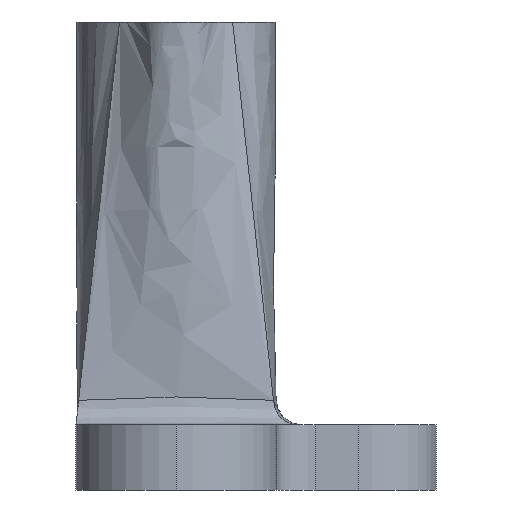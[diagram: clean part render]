
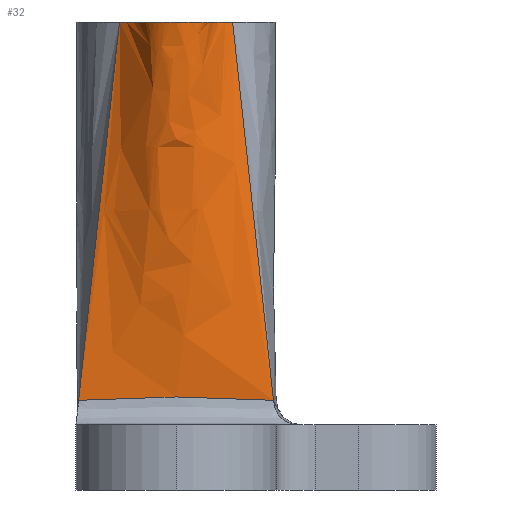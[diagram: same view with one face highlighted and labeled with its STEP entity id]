
A CAD part, left-side view. The second image highlights one B-rep face of the part: STEP entity #32.
In plain terms, the highlighted free-form (B-spline) face has degree [3, 1] with [17, 2] control points.
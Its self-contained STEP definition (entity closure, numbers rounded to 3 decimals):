
#32 = ADVANCED_FACE ( 'NONE', ( #1613 ), #1077, .T. ) ;
#42 = CARTESIAN_POINT ( 'NONE',  ( -8.212, 2.675, 36. ) ) ;
#95 = DIRECTION ( 'NONE',  ( -1., 0., 0. ) ) ;
#129 = CARTESIAN_POINT ( 'NONE',  ( -7.7, -6.68, 5. ) ) ;
#160 = CARTESIAN_POINT ( 'NONE',  ( -7.7, -1.802, 5. ) ) ;
#176 = CARTESIAN_POINT ( 'NONE',  ( -7.771, -2.903, 36. ) ) ;
#212 = VERTEX_POINT ( 'NONE', #346 ) ;
#221 = CARTESIAN_POINT ( 'NONE',  ( -6.39, 4.158, 36. ) ) ;
#230 = VERTEX_POINT ( 'NONE', #601 ) ;
#250 = CARTESIAN_POINT ( 'NONE',  ( -7.7, -7.364, 5. ) ) ;
#268 = CARTESIAN_POINT ( 'NONE',  ( -6.254, 4.354, 36. ) ) ;
#282 = EDGE_CURVE ( 'NONE', #775, #230, #393, .T. ) ;
#303 = EDGE_CURVE ( 'NONE', #230, #212, #493, .T. ) ;
#304 = CARTESIAN_POINT ( 'NONE',  ( -7.771, 2.903, 36. ) ) ;
#315 = DIRECTION ( 'NONE',  ( -1., 0., 0. ) ) ;
#346 = CARTESIAN_POINT ( 'NONE',  ( -6.254, -4.354, 36. ) ) ;
#387 = VERTEX_POINT ( 'NONE', #1076 ) ;
#393 = B_SPLINE_CURVE_WITH_KNOTS ( 'NONE', 3,
 ( #649, #501, #1159, #1540, #1415, #1561, #1304, #891, #581, #1002, #754, #1403, #1273, #1420, #1261, #1289, #1132, #1281 ),
 .UNSPECIFIED., .F., .F.,
 ( 4, 2, 2, 2, 2, 2, 2, 2, 4 ),
 ( 0., 0.002, 0.004, 0.006, 0.008, 0.009, 0.011, 0.013, 0.015 ),
 .UNSPECIFIED. ) ;
#394 = CIRCLE ( 'NONE', #1320, 2.794 ) ;
#398 = AXIS2_PLACEMENT_3D ( 'NONE', #1612, #958, #315 ) ;
#416 = CARTESIAN_POINT ( 'NONE',  ( -7.611, 7.495, 6.901 ) ) ;
#428 = CARTESIAN_POINT ( 'NONE',  ( -7.7, 0., 5. ) ) ;
#440 = CARTESIAN_POINT ( 'NONE',  ( -7.7, 6.68, 5. ) ) ;
#444 = CARTESIAN_POINT ( 'NONE',  ( -7.7, 7.364, 5. ) ) ;
#493 = LINE ( 'NONE', #1050, #1530 ) ;
#501 = CARTESIAN_POINT ( 'NONE',  ( -7.626, 6.87, 6.918 ) ) ;
#528 = AXIS2_PLACEMENT_3D ( 'NONE', #610, #982, #95 ) ;
#568 = CARTESIAN_POINT ( 'NONE',  ( -7.7, 3.983, 5. ) ) ;
#581 = CARTESIAN_POINT ( 'NONE',  ( -7.871, 0.626, 7.158 ) ) ;
#601 = CARTESIAN_POINT ( 'NONE',  ( -7.611, -7.495, 6.901 ) ) ;
#610 = CARTESIAN_POINT ( 'NONE',  ( -10.423, -7.256, 36. ) ) ;
#616 = ORIENTED_EDGE ( 'NONE', *, *, #955, .T. ) ;
#622 = DIRECTION ( 'NONE',  ( 0.046, 0.107, 0.993 ) ) ;
#640 = EDGE_CURVE ( 'NONE', #212, #1544, #1254, .T. ) ;
#645 = CARTESIAN_POINT ( 'NONE',  ( -6.685, -3.793, 36. ) ) ;
#649 = CARTESIAN_POINT ( 'NONE',  ( -7.611, 7.495, 6.901 ) ) ;
#665 = DIRECTION ( 'NONE',  ( 0.046, -0.107, 0.993 ) ) ;
#666 = CIRCLE ( 'NONE', #398, 5.08 ) ;
#679 = CARTESIAN_POINT ( 'NONE',  ( -7.7, -3.036, 5. ) ) ;
#738 = ORIENTED_EDGE ( 'NONE', *, *, #282, .T. ) ;
#754 = CARTESIAN_POINT ( 'NONE',  ( -7.857, -1.251, 7.146 ) ) ;
#762 = VERTEX_POINT ( 'NONE', #268 ) ;
#775 = VERTEX_POINT ( 'NONE', #416 ) ;
#793 = CARTESIAN_POINT ( 'NONE',  ( -7.7, 5.644, 5. ) ) ;
#800 = CARTESIAN_POINT ( 'NONE',  ( -8.451, -2.575, 36. ) ) ;
#829 = CARTESIAN_POINT ( 'NONE',  ( -8.212, -2.675, 36. ) ) ;
#835 = ORIENTED_EDGE ( 'NONE', *, *, #1362, .T. ) ;
#891 = CARTESIAN_POINT ( 'NONE',  ( -7.857, 1.251, 7.146 ) ) ;
#909 = ORIENTED_EDGE ( 'NONE', *, *, #303, .T. ) ;
#922 = CARTESIAN_POINT ( 'NONE',  ( -6.977, 6.027, 20.5 ) ) ;
#948 = CARTESIAN_POINT ( 'NONE',  ( -7.7, -3.983, 5. ) ) ;
#955 = EDGE_CURVE ( 'NONE', #1544, #387, #394, .T. ) ;
#956 = CARTESIAN_POINT ( 'NONE',  ( -8.935, -2.371, 36. ) ) ;
#958 = DIRECTION ( 'NONE',  ( 0., 0., 1. ) ) ;
#980 = DIRECTION ( 'NONE',  ( -1., 0., 0. ) ) ;
#982 = DIRECTION ( 'NONE',  ( 0., 0., 1. ) ) ;
#993 = EDGE_CURVE ( 'NONE', #775, #762, #1247, .T. ) ;
#1002 = CARTESIAN_POINT ( 'NONE',  ( -7.871, -0.626, 7.158 ) ) ;
#1021 = CARTESIAN_POINT ( 'NONE',  ( -6.39, -4.158, 36. ) ) ;
#1050 = CARTESIAN_POINT ( 'NONE',  ( -6.977, -6.027, 20.5 ) ) ;
#1069 = CARTESIAN_POINT ( 'NONE',  ( -7.193, 3.315, 36. ) ) ;
#1076 = CARTESIAN_POINT ( 'NONE',  ( -8.451, 2.575, 36. ) ) ;
#1077 = B_SPLINE_SURFACE_WITH_KNOTS ( 'NONE', 3, 1, ( 
 ( #1476, #1212 ),
 ( #444, #221 ),
 ( #440, #1621 ),
 ( #793, #1069 ),
 ( #1325, #304 ),
 ( #568, #42 ),
 ( #1209, #1604 ),
 ( #1596, #1189 ),
 ( #428, #1587 ),
 ( #160, #1466 ),
 ( #679, #956 ),
 ( #948, #829 ),
 ( #1473, #176 ),
 ( #1355, #1219 ),
 ( #129, #645 ),
 ( #250, #1021 ),
 ( #1567, #1279 ) ),
 .UNSPECIFIED., .F., .F., .F.,
 ( 4, 1, 1, 1, 2, 1, 1, 1, 2, 1, 1, 1, 4 ),
 ( 2, 2 ),
 ( 0., 0.062, 0.124, 0.186, 0.248, 0.374, 0.5, 0.626, 0.752, 0.814, 0.876, 0.938, 1. ),
 ( 0., 1. ),
 .UNSPECIFIED. ) ;
#1101 = ORIENTED_EDGE ( 'NONE', *, *, #640, .T. ) ;
#1132 = CARTESIAN_POINT ( 'NONE',  ( -7.626, -6.87, 6.918 ) ) ;
#1159 = CARTESIAN_POINT ( 'NONE',  ( -7.644, 6.245, 6.937 ) ) ;
#1174 = VECTOR ( 'NONE', #665, 1000. ) ;
#1189 = CARTESIAN_POINT ( 'NONE',  ( -9.814, 1.668, 36. ) ) ;
#1209 = CARTESIAN_POINT ( 'NONE',  ( -7.7, 3.036, 5. ) ) ;
#1212 = CARTESIAN_POINT ( 'NONE',  ( -6.254, 4.354, 36. ) ) ;
#1219 = CARTESIAN_POINT ( 'NONE',  ( -7.193, -3.315, 36. ) ) ;
#1247 = LINE ( 'NONE', #922, #1174 ) ;
#1254 = CIRCLE ( 'NONE', #528, 5.08 ) ;
#1261 = CARTESIAN_POINT ( 'NONE',  ( -7.685, -4.996, 6.98 ) ) ;
#1273 = CARTESIAN_POINT ( 'NONE',  ( -7.774, -3.124, 7.069 ) ) ;
#1279 = CARTESIAN_POINT ( 'NONE',  ( -6.254, -4.354, 36. ) ) ;
#1281 = CARTESIAN_POINT ( 'NONE',  ( -7.611, -7.495, 6.901 ) ) ;
#1289 = CARTESIAN_POINT ( 'NONE',  ( -7.644, -6.245, 6.937 ) ) ;
#1304 = CARTESIAN_POINT ( 'NONE',  ( -7.809, 2.5, 7.102 ) ) ;
#1320 = AXIS2_PLACEMENT_3D ( 'NONE', #1367, #1660, #980 ) ;
#1325 = CARTESIAN_POINT ( 'NONE',  ( -7.7, 4.629, 5. ) ) ;
#1355 = CARTESIAN_POINT ( 'NONE',  ( -7.7, -5.644, 5. ) ) ;
#1361 = ORIENTED_EDGE ( 'NONE', *, *, #993, .F. ) ;
#1362 = EDGE_CURVE ( 'NONE', #387, #762, #666, .T. ) ;
#1367 = CARTESIAN_POINT ( 'NONE',  ( -7.366, 0., 36. ) ) ;
#1403 = CARTESIAN_POINT ( 'NONE',  ( -7.809, -2.5, 7.102 ) ) ;
#1415 = CARTESIAN_POINT ( 'NONE',  ( -7.709, 4.371, 7.005 ) ) ;
#1420 = CARTESIAN_POINT ( 'NONE',  ( -7.709, -4.372, 7.005 ) ) ;
#1466 = CARTESIAN_POINT ( 'NONE',  ( -9.814, -1.668, 36. ) ) ;
#1473 = CARTESIAN_POINT ( 'NONE',  ( -7.7, -4.629, 5. ) ) ;
#1476 = CARTESIAN_POINT ( 'NONE',  ( -7.7, 7.7, 5. ) ) ;
#1530 = VECTOR ( 'NONE', #622, 1000. ) ;
#1540 = CARTESIAN_POINT ( 'NONE',  ( -7.685, 4.996, 6.98 ) ) ;
#1544 = VERTEX_POINT ( 'NONE', #800 ) ;
#1558 = EDGE_LOOP ( 'NONE', ( #1361, #738, #909, #1101, #616, #835 ) ) ;
#1561 = CARTESIAN_POINT ( 'NONE',  ( -7.774, 3.124, 7.069 ) ) ;
#1567 = CARTESIAN_POINT ( 'NONE',  ( -7.7, -7.7, 5. ) ) ;
#1587 = CARTESIAN_POINT ( 'NONE',  ( -10.335, 0., 36. ) ) ;
#1596 = CARTESIAN_POINT ( 'NONE',  ( -7.7, 1.802, 5. ) ) ;
#1604 = CARTESIAN_POINT ( 'NONE',  ( -8.935, 2.371, 36. ) ) ;
#1612 = CARTESIAN_POINT ( 'NONE',  ( -10.423, 7.256, 36. ) ) ;
#1613 = FACE_OUTER_BOUND ( 'NONE', #1558, .T. ) ;
#1621 = CARTESIAN_POINT ( 'NONE',  ( -6.685, 3.793, 36. ) ) ;
#1660 = DIRECTION ( 'NONE',  ( 0., 0., -1. ) ) ;
